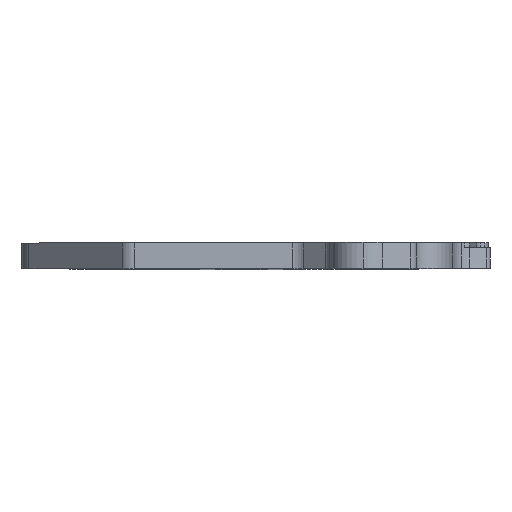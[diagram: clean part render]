
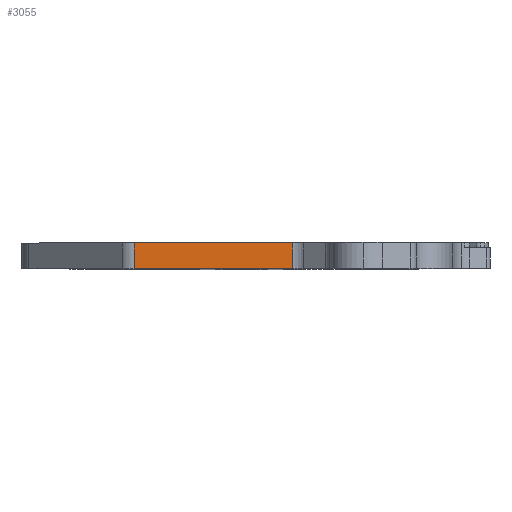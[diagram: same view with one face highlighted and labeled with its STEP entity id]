
A CAD part, top view. The second image highlights one B-rep face of the part: STEP entity #3055.
In plain terms, the highlighted planar face has unit normal (0, 0, 1).
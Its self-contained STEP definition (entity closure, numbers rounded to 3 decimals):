
#411 = VECTOR ( 'NONE', #2335, 1000. ) ;
#536 = ORIENTED_EDGE ( 'NONE', *, *, #3294, .T. ) ;
#600 = DIRECTION ( 'NONE',  ( 1., 0., 0. ) ) ;
#1000 = DIRECTION ( 'NONE',  ( 1., 0., 0. ) ) ;
#1252 = CARTESIAN_POINT ( 'NONE',  ( 6.272, 0., 12.5 ) ) ;
#1515 = AXIS2_PLACEMENT_3D ( 'NONE', #6487, #5976, #1000 ) ;
#1618 = CARTESIAN_POINT ( 'NONE',  ( 6.272, 0., 12.5 ) ) ;
#1808 = CARTESIAN_POINT ( 'NONE',  ( 0., 3.175, 12.5 ) ) ;
#1879 = VECTOR ( 'NONE', #2323, 1000. ) ;
#1925 = EDGE_CURVE ( 'NONE', #3626, #5938, #3885, .T. ) ;
#2292 = CARTESIAN_POINT ( 'NONE',  ( -13.22, 3.175, 12.5 ) ) ;
#2323 = DIRECTION ( 'NONE',  ( 0., 1., 0. ) ) ;
#2335 = DIRECTION ( 'NONE',  ( 0., 1., 0. ) ) ;
#2798 = CARTESIAN_POINT ( 'NONE',  ( -13.22, 0., 12.5 ) ) ;
#2897 = LINE ( 'NONE', #1252, #1879 ) ;
#2945 = CARTESIAN_POINT ( 'NONE',  ( -13.22, -43.062, 12.5 ) ) ;
#3055 = ADVANCED_FACE ( 'NONE', ( #5227 ), #4828, .T. ) ;
#3294 = EDGE_CURVE ( 'NONE', #4602, #5792, #5584, .T. ) ;
#3498 = DIRECTION ( 'NONE',  ( 1., 0., 0. ) ) ;
#3626 = VERTEX_POINT ( 'NONE', #2292 ) ;
#3885 = LINE ( 'NONE', #1808, #4610 ) ;
#3995 = CARTESIAN_POINT ( 'NONE',  ( 6.272, 3.175, 12.5 ) ) ;
#4121 = EDGE_CURVE ( 'NONE', #5792, #5938, #2897, .T. ) ;
#4469 = ORIENTED_EDGE ( 'NONE', *, *, #4799, .F. ) ;
#4602 = VERTEX_POINT ( 'NONE', #2798 ) ;
#4610 = VECTOR ( 'NONE', #3498, 1000. ) ;
#4799 = EDGE_CURVE ( 'NONE', #4602, #3626, #5605, .T. ) ;
#4828 = PLANE ( 'NONE',  #1515 ) ;
#5008 = CARTESIAN_POINT ( 'NONE',  ( 0., 0., 12.5 ) ) ;
#5177 = EDGE_LOOP ( 'NONE', ( #4469, #536, #5427, #6421 ) ) ;
#5227 = FACE_OUTER_BOUND ( 'NONE', #5177, .T. ) ;
#5427 = ORIENTED_EDGE ( 'NONE', *, *, #4121, .T. ) ;
#5584 = LINE ( 'NONE', #5008, #6449 ) ;
#5605 = LINE ( 'NONE', #2945, #411 ) ;
#5792 = VERTEX_POINT ( 'NONE', #1618 ) ;
#5938 = VERTEX_POINT ( 'NONE', #3995 ) ;
#5976 = DIRECTION ( 'NONE',  ( 0., 0., 1. ) ) ;
#6421 = ORIENTED_EDGE ( 'NONE', *, *, #1925, .F. ) ;
#6449 = VECTOR ( 'NONE', #600, 1000. ) ;
#6487 = CARTESIAN_POINT ( 'NONE',  ( -12.3, 0., 12.5 ) ) ;
